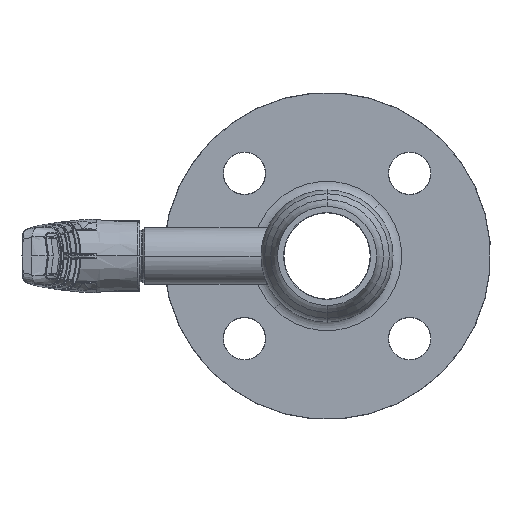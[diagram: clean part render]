
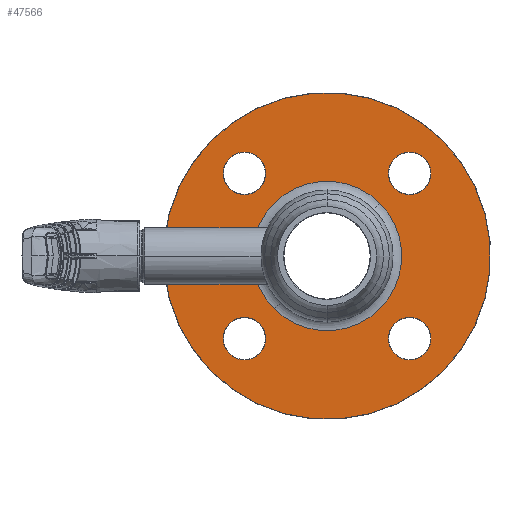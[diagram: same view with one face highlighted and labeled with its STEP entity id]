
A CAD part, left-side view. The second image highlights one B-rep face of the part: STEP entity #47566.
In plain terms, the highlighted planar face has unit normal (-1, 0, 0).
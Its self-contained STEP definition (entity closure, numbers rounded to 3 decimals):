
#313 = ORIENTED_EDGE ( 'NONE', *, *, #29327, .T. ) ;
#550 = DIRECTION ( 'NONE',  ( 1., 0., 0. ) ) ;
#1585 = CARTESIAN_POINT ( 'NONE',  ( 72., 22.606, -22.606 ) ) ;
#1965 = EDGE_CURVE ( 'NONE', #32958, #40490, #16268, .T. ) ;
#2164 = EDGE_CURVE ( 'NONE', #40889, #37825, #21547, .T. ) ;
#3774 = AXIS2_PLACEMENT_3D ( 'NONE', #8802, #550, #13178 ) ;
#4736 = AXIS2_PLACEMENT_3D ( 'NONE', #13383, #5321, #9898 ) ;
#5062 = CARTESIAN_POINT ( 'NONE',  ( 72., -41.79, -28.921 ) ) ;
#5220 = CIRCLE ( 'NONE', #39013, 31.969 ) ;
#5289 = ORIENTED_EDGE ( 'NONE', *, *, #49478, .T. ) ;
#5321 = DIRECTION ( 'NONE',  ( -1., 0., 0. ) ) ;
#5679 = VERTEX_POINT ( 'NONE', #17030 ) ;
#5942 = CARTESIAN_POINT ( 'NONE',  ( 72., -28.921, -41.79 ) ) ;
#6864 = CARTESIAN_POINT ( 'NONE',  ( 72., -35.355, 35.355 ) ) ;
#7818 = DIRECTION ( 'NONE',  ( 0., -0.707, 0.707 ) ) ;
#8049 = DIRECTION ( 'NONE',  ( 0., -0.707, 0.707 ) ) ;
#8223 = CARTESIAN_POINT ( 'NONE',  ( 72., 0., 0. ) ) ;
#8373 = EDGE_LOOP ( 'NONE', ( #25866, #51797 ) ) ;
#8532 = DIRECTION ( 'NONE',  ( 1., 0., 0. ) ) ;
#8779 = ORIENTED_EDGE ( 'NONE', *, *, #47626, .T. ) ;
#8802 = CARTESIAN_POINT ( 'NONE',  ( 72., -35.355, -35.355 ) ) ;
#9520 = CARTESIAN_POINT ( 'NONE',  ( 72., -22.606, -22.606 ) ) ;
#9696 = CARTESIAN_POINT ( 'NONE',  ( 72., 35.355, 35.355 ) ) ;
#9898 = DIRECTION ( 'NONE',  ( 0., -0.707, 0.707 ) ) ;
#10025 = VERTEX_POINT ( 'NONE', #32293 ) ;
#10225 = DIRECTION ( 'NONE',  ( 0., -0.707, 0.707 ) ) ;
#10508 = AXIS2_PLACEMENT_3D ( 'NONE', #28816, #28996, #49661 ) ;
#11025 = EDGE_CURVE ( 'NONE', #26100, #33391, #50916, .T. ) ;
#12401 = ORIENTED_EDGE ( 'NONE', *, *, #24603, .T. ) ;
#12532 = CIRCLE ( 'NONE', #23088, 9.1 ) ;
#13178 = DIRECTION ( 'NONE',  ( 0., -0.707, 0.707 ) ) ;
#13383 = CARTESIAN_POINT ( 'NONE',  ( 72., 0., 0. ) ) ;
#13395 = AXIS2_PLACEMENT_3D ( 'NONE', #9696, #39030, #47260 ) ;
#14101 = AXIS2_PLACEMENT_3D ( 'NONE', #18754, #48150, #43258 ) ;
#15325 = CARTESIAN_POINT ( 'NONE',  ( 72., 35.355, 35.355 ) ) ;
#15769 = CARTESIAN_POINT ( 'NONE',  ( 72., -49.427, 49.427 ) ) ;
#16268 = CIRCLE ( 'NONE', #14101, 9.1 ) ;
#16968 = CIRCLE ( 'NONE', #20068, 9.1 ) ;
#17030 = CARTESIAN_POINT ( 'NONE',  ( 72., 41.79, 28.921 ) ) ;
#17044 = EDGE_LOOP ( 'NONE', ( #5289, #48520 ) ) ;
#17131 = FACE_BOUND ( 'NONE', #32733, .T. ) ;
#17717 = ORIENTED_EDGE ( 'NONE', *, *, #11025, .T. ) ;
#17937 = CIRCLE ( 'NONE', #29876, 9.1 ) ;
#18754 = CARTESIAN_POINT ( 'NONE',  ( 72., -35.355, 35.355 ) ) ;
#19181 = CIRCLE ( 'NONE', #10508, 9.1 ) ;
#19207 = DIRECTION ( 'NONE',  ( 0., -0.707, 0.707 ) ) ;
#19626 = CARTESIAN_POINT ( 'NONE',  ( 72., 35.355, -35.355 ) ) ;
#20068 = AXIS2_PLACEMENT_3D ( 'NONE', #6864, #31269, #19207 ) ;
#20080 = CARTESIAN_POINT ( 'NONE',  ( 72., 0., 0. ) ) ;
#20222 = ORIENTED_EDGE ( 'NONE', *, *, #32515, .T. ) ;
#20341 = FACE_BOUND ( 'NONE', #17044, .T. ) ;
#20815 = CARTESIAN_POINT ( 'NONE',  ( 72., -22.606, 22.606 ) ) ;
#21227 = EDGE_CURVE ( 'NONE', #47427, #50883, #5220, .T. ) ;
#21547 = CIRCLE ( 'NONE', #42391, 69.9 ) ;
#21852 = CARTESIAN_POINT ( 'NONE',  ( 72., -41.79, 41.79 ) ) ;
#22048 = AXIS2_PLACEMENT_3D ( 'NONE', #9520, #46214, #46736 ) ;
#23088 = AXIS2_PLACEMENT_3D ( 'NONE', #35205, #34661, #10225 ) ;
#24332 = EDGE_LOOP ( 'NONE', ( #8779, #44799 ) ) ;
#24603 = EDGE_CURVE ( 'NONE', #33391, #26100, #19181, .T. ) ;
#25466 = CARTESIAN_POINT ( 'NONE',  ( 72., 28.921, -28.921 ) ) ;
#25866 = ORIENTED_EDGE ( 'NONE', *, *, #51974, .T. ) ;
#26100 = VERTEX_POINT ( 'NONE', #25466 ) ;
#27228 = AXIS2_PLACEMENT_3D ( 'NONE', #37316, #8532, #7818 ) ;
#27676 = DIRECTION ( 'NONE',  ( 0., -0.707, 0.707 ) ) ;
#28242 = VERTEX_POINT ( 'NONE', #5942 ) ;
#28816 = CARTESIAN_POINT ( 'NONE',  ( 72., 35.355, -35.355 ) ) ;
#28996 = DIRECTION ( 'NONE',  ( 1., 0., 0. ) ) ;
#29192 = CARTESIAN_POINT ( 'NONE',  ( 72., 49.427, -49.427 ) ) ;
#29327 = EDGE_CURVE ( 'NONE', #5679, #10025, #17937, .T. ) ;
#29524 = CIRCLE ( 'NONE', #13395, 9.1 ) ;
#29876 = AXIS2_PLACEMENT_3D ( 'NONE', #15325, #52484, #27676 ) ;
#29926 = ORIENTED_EDGE ( 'NONE', *, *, #43731, .T. ) ;
#30799 = FACE_BOUND ( 'NONE', #44520, .T. ) ;
#31269 = DIRECTION ( 'NONE',  ( 1., 0., 0. ) ) ;
#31297 = EDGE_CURVE ( 'NONE', #39931, #28242, #43170, .T. ) ;
#31427 = FACE_BOUND ( 'NONE', #24332, .T. ) ;
#31566 = AXIS2_PLACEMENT_3D ( 'NONE', #19626, #40813, #50146 ) ;
#32293 = CARTESIAN_POINT ( 'NONE',  ( 72., 28.921, 41.79 ) ) ;
#32515 = EDGE_CURVE ( 'NONE', #50883, #47427, #49876, .T. ) ;
#32733 = EDGE_LOOP ( 'NONE', ( #12401, #17717 ) ) ;
#32958 = VERTEX_POINT ( 'NONE', #21852 ) ;
#33391 = VERTEX_POINT ( 'NONE', #45855 ) ;
#34661 = DIRECTION ( 'NONE',  ( 1., 0., 0. ) ) ;
#35205 = CARTESIAN_POINT ( 'NONE',  ( 72., -35.355, -35.355 ) ) ;
#36318 = DIRECTION ( 'NONE',  ( 1., 0., 0. ) ) ;
#36693 = DIRECTION ( 'NONE',  ( 0., -0.707, 0.707 ) ) ;
#37316 = CARTESIAN_POINT ( 'NONE',  ( 72., 0., 0. ) ) ;
#37825 = VERTEX_POINT ( 'NONE', #15769 ) ;
#38920 = ORIENTED_EDGE ( 'NONE', *, *, #21227, .T. ) ;
#39013 = AXIS2_PLACEMENT_3D ( 'NONE', #20080, #36318, #36693 ) ;
#39030 = DIRECTION ( 'NONE',  ( 1., 0., 0. ) ) ;
#39931 = VERTEX_POINT ( 'NONE', #5062 ) ;
#39942 = EDGE_LOOP ( 'NONE', ( #313, #29926 ) ) ;
#40490 = VERTEX_POINT ( 'NONE', #53854 ) ;
#40813 = DIRECTION ( 'NONE',  ( 1., 0., 0. ) ) ;
#40889 = VERTEX_POINT ( 'NONE', #29192 ) ;
#41563 = DIRECTION ( 'NONE',  ( -1., 0., 0. ) ) ;
#42391 = AXIS2_PLACEMENT_3D ( 'NONE', #8223, #41563, #8049 ) ;
#42726 = PLANE ( 'NONE',  #22048 ) ;
#42798 = CIRCLE ( 'NONE', #4736, 69.9 ) ;
#43170 = CIRCLE ( 'NONE', #3774, 9.1 ) ;
#43258 = DIRECTION ( 'NONE',  ( 0., -0.707, 0.707 ) ) ;
#43731 = EDGE_CURVE ( 'NONE', #10025, #5679, #29524, .T. ) ;
#43874 = FACE_OUTER_BOUND ( 'NONE', #8373, .T. ) ;
#44520 = EDGE_LOOP ( 'NONE', ( #38920, #20222 ) ) ;
#44547 = FACE_BOUND ( 'NONE', #39942, .T. ) ;
#44799 = ORIENTED_EDGE ( 'NONE', *, *, #31297, .T. ) ;
#45855 = CARTESIAN_POINT ( 'NONE',  ( 72., 41.79, -41.79 ) ) ;
#46214 = DIRECTION ( 'NONE',  ( 1., 0., 0. ) ) ;
#46736 = DIRECTION ( 'NONE',  ( 0., -0.707, 0.707 ) ) ;
#47260 = DIRECTION ( 'NONE',  ( 0., -0.707, 0.707 ) ) ;
#47427 = VERTEX_POINT ( 'NONE', #20815 ) ;
#47566 = ADVANCED_FACE ( 'NONE', ( #17131, #44547, #20341, #31427, #43874, #30799 ), #42726, .F. ) ;
#47626 = EDGE_CURVE ( 'NONE', #28242, #39931, #12532, .T. ) ;
#48150 = DIRECTION ( 'NONE',  ( 1., 0., 0. ) ) ;
#48520 = ORIENTED_EDGE ( 'NONE', *, *, #1965, .T. ) ;
#49478 = EDGE_CURVE ( 'NONE', #40490, #32958, #16968, .T. ) ;
#49661 = DIRECTION ( 'NONE',  ( 0., -0.707, 0.707 ) ) ;
#49876 = CIRCLE ( 'NONE', #27228, 31.969 ) ;
#50146 = DIRECTION ( 'NONE',  ( 0., -0.707, 0.707 ) ) ;
#50883 = VERTEX_POINT ( 'NONE', #1585 ) ;
#50916 = CIRCLE ( 'NONE', #31566, 9.1 ) ;
#51797 = ORIENTED_EDGE ( 'NONE', *, *, #2164, .T. ) ;
#51974 = EDGE_CURVE ( 'NONE', #37825, #40889, #42798, .T. ) ;
#52484 = DIRECTION ( 'NONE',  ( 1., 0., 0. ) ) ;
#53854 = CARTESIAN_POINT ( 'NONE',  ( 72., -28.921, 28.921 ) ) ;
